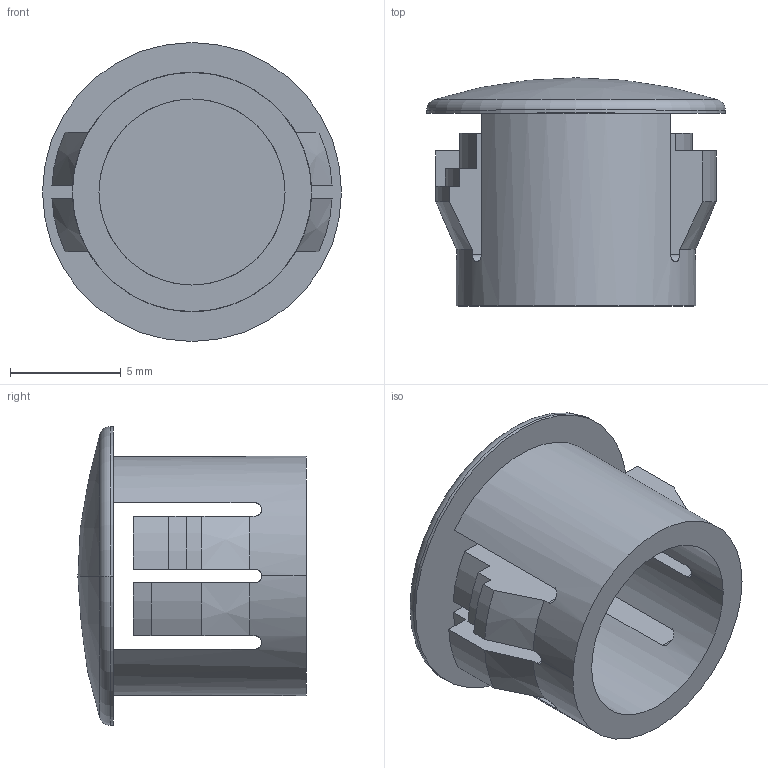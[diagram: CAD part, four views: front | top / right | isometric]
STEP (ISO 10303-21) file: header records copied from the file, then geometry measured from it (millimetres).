
FILE_DESCRIPTION (( 'STEP AP203' ), '1' );
FILE_NAME ('sone3D.STEP', '2013-10-08T02:12:31', ( '' ), ( '' ), 'SwSTEP 2.0', 'SolidWorks 2012', '' );
FILE_SCHEMA (( 'CONFIG_CONTROL_DESIGN' ));
Length unit declared in the file: millimetre
Products named in the file (1): sone3D
Bounding box: 13.5 x 10.3 x 13.5 mm (x, y, z)
Volume: 443.6 mm3; surface area: 926.1 mm2
Topology: 1 solids, 1 shells, 54 faces, 156 edges, 103 vertices
Faces by surface type: plane 24, cylinder 22, cone 4, torus 2, sphere 2
Entity records: 1977 total; most frequent: CARTESIAN_POINT 472, ORIENTED_EDGE 312, DIRECTION 288, EDGE_CURVE 156, VERTEX_POINT 103, AXIS2_PLACEMENT_3D 101, VECTOR 86, LINE 86
